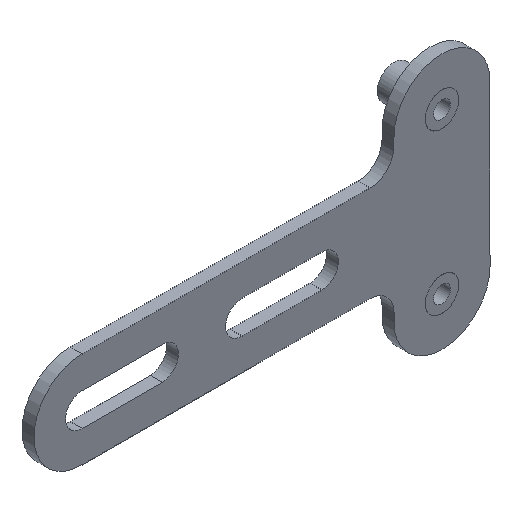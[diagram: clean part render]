
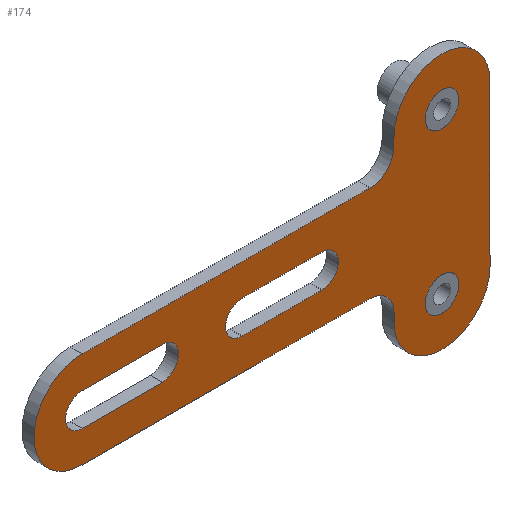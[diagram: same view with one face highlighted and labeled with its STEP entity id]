
A CAD part, isometric view. The second image highlights one B-rep face of the part: STEP entity #174.
In plain terms, the highlighted planar face has unit normal (0, -1, 0).
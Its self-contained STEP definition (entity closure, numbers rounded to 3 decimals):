
#49=LINE('',#813,#85);
#50=LINE('',#818,#86);
#51=LINE('',#824,#87);
#52=LINE('',#828,#88);
#53=LINE('',#832,#89);
#54=LINE('',#836,#90);
#55=LINE('',#840,#91);
#56=LINE('',#841,#92);
#57=LINE('',#846,#93);
#85=VECTOR('',#664,1.);
#86=VECTOR('',#667,1.);
#87=VECTOR('',#672,1.);
#88=VECTOR('',#675,1.);
#89=VECTOR('',#678,1.);
#90=VECTOR('',#681,1.);
#91=VECTOR('',#684,1.);
#92=VECTOR('',#685,1.);
#93=VECTOR('',#688,1.);
#174=ADVANCED_FACE('',(#227,#228,#229,#230,#231),#200,.T.);
#200=PLANE('',#593);
#227=FACE_BOUND('',#257,.T.);
#228=FACE_BOUND('',#258,.T.);
#229=FACE_BOUND('',#259,.T.);
#230=FACE_BOUND('',#260,.T.);
#231=FACE_BOUND('',#261,.T.);
#257=EDGE_LOOP('',(#305));
#258=EDGE_LOOP('',(#306));
#259=EDGE_LOOP('',(#307,#308,#309,#310));
#260=EDGE_LOOP('',(#311,#312,#313,#314,#315,#316,#317,#318,#319,#320));
#261=EDGE_LOOP('',(#321,#322,#323,#324));
#305=ORIENTED_EDGE('',*,*,#477,.T.);
#306=ORIENTED_EDGE('',*,*,#478,.T.);
#307=ORIENTED_EDGE('',*,*,#479,.F.);
#308=ORIENTED_EDGE('',*,*,#480,.F.);
#309=ORIENTED_EDGE('',*,*,#481,.F.);
#310=ORIENTED_EDGE('',*,*,#482,.F.);
#311=ORIENTED_EDGE('',*,*,#483,.T.);
#312=ORIENTED_EDGE('',*,*,#484,.F.);
#313=ORIENTED_EDGE('',*,*,#485,.T.);
#314=ORIENTED_EDGE('',*,*,#486,.F.);
#315=ORIENTED_EDGE('',*,*,#487,.T.);
#316=ORIENTED_EDGE('',*,*,#488,.T.);
#317=ORIENTED_EDGE('',*,*,#489,.T.);
#318=ORIENTED_EDGE('',*,*,#490,.F.);
#319=ORIENTED_EDGE('',*,*,#491,.T.);
#320=ORIENTED_EDGE('',*,*,#492,.T.);
#321=ORIENTED_EDGE('',*,*,#493,.T.);
#322=ORIENTED_EDGE('',*,*,#494,.T.);
#323=ORIENTED_EDGE('',*,*,#495,.T.);
#324=ORIENTED_EDGE('',*,*,#496,.T.);
#429=VERTEX_POINT('',#810);
#430=VERTEX_POINT('',#812);
#431=VERTEX_POINT('',#814);
#432=VERTEX_POINT('',#815);
#433=VERTEX_POINT('',#817);
#434=VERTEX_POINT('',#819);
#435=VERTEX_POINT('',#822);
#436=VERTEX_POINT('',#823);
#437=VERTEX_POINT('',#825);
#438=VERTEX_POINT('',#827);
#439=VERTEX_POINT('',#829);
#440=VERTEX_POINT('',#831);
#441=VERTEX_POINT('',#833);
#442=VERTEX_POINT('',#835);
#443=VERTEX_POINT('',#837);
#444=VERTEX_POINT('',#839);
#445=VERTEX_POINT('',#842);
#446=VERTEX_POINT('',#843);
#447=VERTEX_POINT('',#845);
#448=VERTEX_POINT('',#847);
#477=EDGE_CURVE('',#429,#429,#543,.T.);
#478=EDGE_CURVE('',#430,#430,#544,.T.);
#479=EDGE_CURVE('',#431,#432,#49,.T.);
#480=EDGE_CURVE('',#433,#431,#545,.T.);
#481=EDGE_CURVE('',#434,#433,#50,.T.);
#482=EDGE_CURVE('',#432,#434,#546,.T.);
#483=EDGE_CURVE('',#435,#436,#547,.T.);
#484=EDGE_CURVE('',#437,#436,#51,.T.);
#485=EDGE_CURVE('',#437,#438,#548,.T.);
#486=EDGE_CURVE('',#439,#438,#52,.T.);
#487=EDGE_CURVE('',#439,#440,#549,.T.);
#488=EDGE_CURVE('',#440,#441,#53,.T.);
#489=EDGE_CURVE('',#441,#442,#550,.T.);
#490=EDGE_CURVE('',#443,#442,#54,.T.);
#491=EDGE_CURVE('',#443,#444,#551,.T.);
#492=EDGE_CURVE('',#444,#435,#55,.T.);
#493=EDGE_CURVE('',#445,#446,#56,.T.);
#494=EDGE_CURVE('',#446,#447,#552,.T.);
#495=EDGE_CURVE('',#447,#448,#57,.T.);
#496=EDGE_CURVE('',#448,#445,#553,.T.);
#543=CIRCLE('',#582,2.1);
#544=CIRCLE('',#583,2.1);
#545=CIRCLE('',#584,2.05);
#546=CIRCLE('',#585,2.05);
#547=CIRCLE('',#586,6.);
#548=CIRCLE('',#587,3.);
#549=CIRCLE('',#588,6.);
#550=CIRCLE('',#589,6.);
#551=CIRCLE('',#590,3.);
#552=CIRCLE('',#591,2.05);
#553=CIRCLE('',#592,2.05);
#582=AXIS2_PLACEMENT_3D('',#809,#660,#661);
#583=AXIS2_PLACEMENT_3D('',#811,#662,#663);
#584=AXIS2_PLACEMENT_3D('',#816,#665,#666);
#585=AXIS2_PLACEMENT_3D('',#820,#668,#669);
#586=AXIS2_PLACEMENT_3D('',#821,#670,#671);
#587=AXIS2_PLACEMENT_3D('',#826,#673,#674);
#588=AXIS2_PLACEMENT_3D('',#830,#676,#677);
#589=AXIS2_PLACEMENT_3D('',#834,#679,#680);
#590=AXIS2_PLACEMENT_3D('',#838,#682,#683);
#591=AXIS2_PLACEMENT_3D('',#844,#686,#687);
#592=AXIS2_PLACEMENT_3D('',#848,#689,#690);
#593=AXIS2_PLACEMENT_3D('',#849,#691,#692);
#660=DIRECTION('',(0.,1.,0.));
#661=DIRECTION('',(0.,0.,1.));
#662=DIRECTION('',(0.,1.,0.));
#663=DIRECTION('',(0.,0.,1.));
#664=DIRECTION('',(-1.,0.,0.));
#665=DIRECTION('',(0.,-1.,0.));
#666=DIRECTION('',(0.,0.,1.));
#667=DIRECTION('',(1.,0.,0.));
#668=DIRECTION('',(0.,-1.,0.));
#669=DIRECTION('',(0.,0.,1.));
#670=DIRECTION('',(0.,-1.,0.));
#671=DIRECTION('',(0.,0.,-1.));
#672=DIRECTION('',(-1.,0.,0.));
#673=DIRECTION('',(0.,1.,0.));
#674=DIRECTION('',(0.,0.,-1.));
#675=DIRECTION('',(0.,0.,1.));
#676=DIRECTION('',(0.,-1.,0.));
#677=DIRECTION('',(0.,0.,-1.));
#678=DIRECTION('',(0.,0.,1.));
#679=DIRECTION('',(0.,-1.,0.));
#680=DIRECTION('',(0.,0.,-1.));
#681=DIRECTION('',(0.,0.,1.));
#682=DIRECTION('',(0.,1.,0.));
#683=DIRECTION('',(0.,0.,-1.));
#684=DIRECTION('',(-1.,0.,0.));
#685=DIRECTION('',(-1.,0.,0.));
#686=DIRECTION('',(0.,1.,0.));
#687=DIRECTION('',(0.,0.,1.));
#688=DIRECTION('',(1.,0.,0.));
#689=DIRECTION('',(0.,1.,0.));
#690=DIRECTION('',(0.,0.,1.));
#691=DIRECTION('',(0.,-1.,0.));
#692=DIRECTION('',(0.,0.,1.));
#809=CARTESIAN_POINT('',(0.,0.,-10.));
#810=CARTESIAN_POINT('',(0.,0.,-7.9));
#811=CARTESIAN_POINT('',(0.,0.,10.));
#812=CARTESIAN_POINT('',(0.,0.,12.1));
#813=CARTESIAN_POINT('',(-15.,0.,2.05));
#814=CARTESIAN_POINT('',(-15.,0.,2.05));
#815=CARTESIAN_POINT('',(-25.,0.,2.05));
#816=CARTESIAN_POINT('',(-15.,0.,0.));
#817=CARTESIAN_POINT('',(-15.,0.,-2.05));
#818=CARTESIAN_POINT('',(-25.,0.,-2.05));
#819=CARTESIAN_POINT('',(-25.,0.,-2.05));
#820=CARTESIAN_POINT('',(-25.,0.,0.));
#821=CARTESIAN_POINT('',(-45.,0.,0.));
#822=CARTESIAN_POINT('',(-45.,0.,6.));
#823=CARTESIAN_POINT('',(-45.,0.,-6.));
#824=CARTESIAN_POINT('',(0.,0.,-6.));
#825=CARTESIAN_POINT('',(-9.,0.,-6.));
#826=CARTESIAN_POINT('',(-9.,0.,-9.));
#827=CARTESIAN_POINT('',(-6.,0.,-9.));
#828=CARTESIAN_POINT('',(-6.,0.,-16.));
#829=CARTESIAN_POINT('',(-6.,0.,-10.));
#830=CARTESIAN_POINT('',(0.,0.,-10.));
#831=CARTESIAN_POINT('',(6.,0.,-10.));
#832=CARTESIAN_POINT('',(6.,0.,-16.));
#833=CARTESIAN_POINT('',(6.,0.,10.));
#834=CARTESIAN_POINT('',(0.,0.,10.));
#835=CARTESIAN_POINT('',(-6.,0.,10.));
#836=CARTESIAN_POINT('',(-6.,0.,-16.));
#837=CARTESIAN_POINT('',(-6.,0.,9.));
#838=CARTESIAN_POINT('',(-9.,0.,9.));
#839=CARTESIAN_POINT('',(-9.,0.,6.));
#840=CARTESIAN_POINT('',(0.,0.,6.));
#841=CARTESIAN_POINT('',(-35.,0.,-2.05));
#842=CARTESIAN_POINT('',(-35.,0.,-2.05));
#843=CARTESIAN_POINT('',(-45.,0.,-2.05));
#844=CARTESIAN_POINT('',(-45.,0.,0.));
#845=CARTESIAN_POINT('',(-45.,0.,2.05));
#846=CARTESIAN_POINT('',(-45.,0.,2.05));
#847=CARTESIAN_POINT('',(-35.,0.,2.05));
#848=CARTESIAN_POINT('',(-35.,0.,0.));
#849=CARTESIAN_POINT('',(0.,0.,10.));
